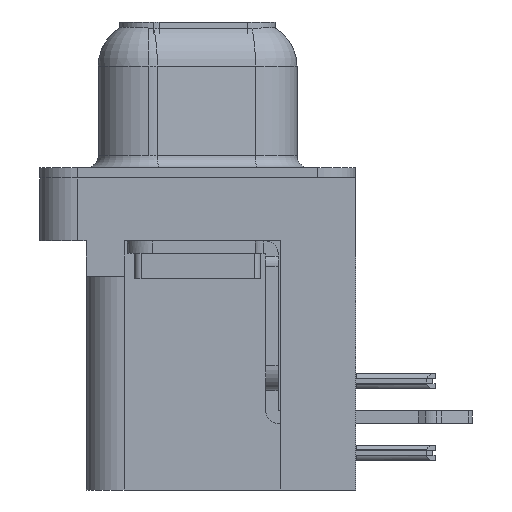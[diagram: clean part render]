
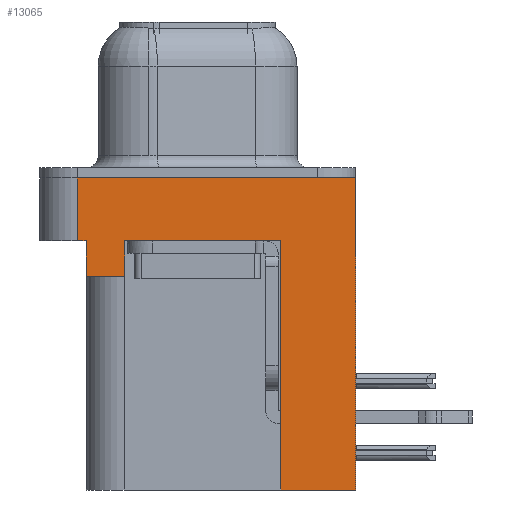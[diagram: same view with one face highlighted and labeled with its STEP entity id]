
A CAD part, left-side view. The second image highlights one B-rep face of the part: STEP entity #13065.
In plain terms, the highlighted planar face has unit normal (-1, 0, 0).
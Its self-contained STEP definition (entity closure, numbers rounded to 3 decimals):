
#229 = CARTESIAN_POINT ( 'NONE',  ( -2.91, -6.275, 0. ) ) ;
#599 = DIRECTION ( 'NONE',  ( 0., -1., 0. ) ) ;
#1261 = DIRECTION ( 'NONE',  ( 0., 0., 1. ) ) ;
#1509 = CARTESIAN_POINT ( 'NONE',  ( -2.91, 4.425, -3.9 ) ) ;
#1821 = LINE ( 'NONE', #27715, #29379 ) ;
#2615 = CARTESIAN_POINT ( 'NONE',  ( -2.91, 4.775, -2.5 ) ) ;
#2753 = VECTOR ( 'NONE', #28705, 1000. ) ;
#2981 = LINE ( 'NONE', #20247, #2753 ) ;
#3116 = CARTESIAN_POINT ( 'NONE',  ( -2.91, 4.425, -3.9 ) ) ;
#3722 = CARTESIAN_POINT ( 'NONE',  ( -2.91, -6.275, -12.4 ) ) ;
#4440 = DIRECTION ( 'NONE',  ( 0., 0., 1. ) ) ;
#4741 = VERTEX_POINT ( 'NONE', #29424 ) ;
#4823 = DIRECTION ( 'NONE',  ( 0., 1., 0. ) ) ;
#5259 = EDGE_CURVE ( 'NONE', #4741, #7203, #33750, .T. ) ;
#5450 = VERTEX_POINT ( 'NONE', #6329 ) ;
#5972 = EDGE_CURVE ( 'NONE', #5450, #16908, #25578, .T. ) ;
#6329 = CARTESIAN_POINT ( 'NONE',  ( -2.91, -3.295, -12.4 ) ) ;
#7203 = VERTEX_POINT ( 'NONE', #31894 ) ;
#7568 = VERTEX_POINT ( 'NONE', #36264 ) ;
#8021 = EDGE_CURVE ( 'NONE', #7203, #16908, #2981, .T. ) ;
#8239 = ORIENTED_EDGE ( 'NONE', *, *, #35724, .T. ) ;
#9698 = VERTEX_POINT ( 'NONE', #28198 ) ;
#10282 = ORIENTED_EDGE ( 'NONE', *, *, #11848, .T. ) ;
#10396 = DIRECTION ( 'NONE',  ( 0., 0., 1. ) ) ;
#10770 = DIRECTION ( 'NONE',  ( -1., 0., 0. ) ) ;
#10805 = CARTESIAN_POINT ( 'NONE',  ( -2.91, -6.275, -2.5 ) ) ;
#11035 = VERTEX_POINT ( 'NONE', #15243 ) ;
#11268 = VECTOR ( 'NONE', #4823, 1000. ) ;
#11825 = AXIS2_PLACEMENT_3D ( 'NONE', #21691, #10770, #10396 ) ;
#11848 = EDGE_CURVE ( 'NONE', #20834, #24740, #26964, .T. ) ;
#13049 = VECTOR ( 'NONE', #36206, 1000. ) ;
#13065 = ADVANCED_FACE ( 'NONE', ( #27867 ), #19237, .T. ) ;
#14064 = DIRECTION ( 'NONE',  ( 0., 0., 1. ) ) ;
#14102 = ORIENTED_EDGE ( 'NONE', *, *, #32279, .F. ) ;
#14830 = EDGE_LOOP ( 'NONE', ( #24029, #34489, #8239, #14102, #21216, #35093, #16721, #30005, #35461, #10282 ) ) ;
#15243 = CARTESIAN_POINT ( 'NONE',  ( -2.91, 4.775, -2.5 ) ) ;
#15781 = LINE ( 'NONE', #1509, #13049 ) ;
#16721 = ORIENTED_EDGE ( 'NONE', *, *, #8021, .T. ) ;
#16908 = VERTEX_POINT ( 'NONE', #21146 ) ;
#17843 = CARTESIAN_POINT ( 'NONE',  ( -2.91, -6.275, 0. ) ) ;
#18943 = LINE ( 'NONE', #2615, #27009 ) ;
#19237 = PLANE ( 'NONE',  #11825 ) ;
#19649 = LINE ( 'NONE', #36918, #11268 ) ;
#20054 = CARTESIAN_POINT ( 'NONE',  ( -2.91, 2.895, -3.9 ) ) ;
#20247 = CARTESIAN_POINT ( 'NONE',  ( -2.91, -6.275, -2.5 ) ) ;
#20692 = EDGE_CURVE ( 'NONE', #4741, #35762, #15781, .T. ) ;
#20834 = VERTEX_POINT ( 'NONE', #3722 ) ;
#21146 = CARTESIAN_POINT ( 'NONE',  ( -2.91, -3.295, -2.5 ) ) ;
#21216 = ORIENTED_EDGE ( 'NONE', *, *, #20692, .F. ) ;
#21691 = CARTESIAN_POINT ( 'NONE',  ( -2.91, -6.275, -2.5 ) ) ;
#21724 = LINE ( 'NONE', #10805, #29285 ) ;
#22204 = VECTOR ( 'NONE', #26056, 1000. ) ;
#22304 = VECTOR ( 'NONE', #1261, 1000. ) ;
#24029 = ORIENTED_EDGE ( 'NONE', *, *, #30323, .F. ) ;
#24690 = CARTESIAN_POINT ( 'NONE',  ( -2.91, -6.275, -2.5 ) ) ;
#24740 = VERTEX_POINT ( 'NONE', #17843 ) ;
#25578 = LINE ( 'NONE', #36656, #32833 ) ;
#26056 = DIRECTION ( 'NONE',  ( 0., 0., 1. ) ) ;
#26343 = VECTOR ( 'NONE', #599, 1000. ) ;
#26762 = EDGE_CURVE ( 'NONE', #20834, #5450, #19649, .T. ) ;
#26964 = LINE ( 'NONE', #24690, #22304 ) ;
#27009 = VECTOR ( 'NONE', #14064, 1000. ) ;
#27715 = CARTESIAN_POINT ( 'NONE',  ( -2.91, 4.425, -3.9 ) ) ;
#27867 = FACE_OUTER_BOUND ( 'NONE', #14830, .T. ) ;
#28198 = CARTESIAN_POINT ( 'NONE',  ( -2.91, 4.425, -2.5 ) ) ;
#28584 = DIRECTION ( 'NONE',  ( 0., 0., 1. ) ) ;
#28705 = DIRECTION ( 'NONE',  ( 0., -1., 0. ) ) ;
#28938 = LINE ( 'NONE', #229, #26343 ) ;
#29285 = VECTOR ( 'NONE', #33165, 1000. ) ;
#29379 = VECTOR ( 'NONE', #4440, 1000. ) ;
#29424 = CARTESIAN_POINT ( 'NONE',  ( -2.91, 2.895, -3.9 ) ) ;
#30005 = ORIENTED_EDGE ( 'NONE', *, *, #5972, .F. ) ;
#30323 = EDGE_CURVE ( 'NONE', #7568, #24740, #28938, .T. ) ;
#31894 = CARTESIAN_POINT ( 'NONE',  ( -2.91, 2.895, -2.5 ) ) ;
#32279 = EDGE_CURVE ( 'NONE', #35762, #9698, #1821, .T. ) ;
#32833 = VECTOR ( 'NONE', #28584, 1000. ) ;
#33165 = DIRECTION ( 'NONE',  ( 0., -1., 0. ) ) ;
#33573 = EDGE_CURVE ( 'NONE', #11035, #7568, #18943, .T. ) ;
#33750 = LINE ( 'NONE', #20054, #22204 ) ;
#34489 = ORIENTED_EDGE ( 'NONE', *, *, #33573, .F. ) ;
#35093 = ORIENTED_EDGE ( 'NONE', *, *, #5259, .T. ) ;
#35461 = ORIENTED_EDGE ( 'NONE', *, *, #26762, .F. ) ;
#35724 = EDGE_CURVE ( 'NONE', #11035, #9698, #21724, .T. ) ;
#35762 = VERTEX_POINT ( 'NONE', #3116 ) ;
#36206 = DIRECTION ( 'NONE',  ( 0., 1., 0. ) ) ;
#36264 = CARTESIAN_POINT ( 'NONE',  ( -2.91, 4.775, 0. ) ) ;
#36656 = CARTESIAN_POINT ( 'NONE',  ( -2.91, -3.295, -12.4 ) ) ;
#36918 = CARTESIAN_POINT ( 'NONE',  ( -2.91, -3.295, -12.4 ) ) ;
